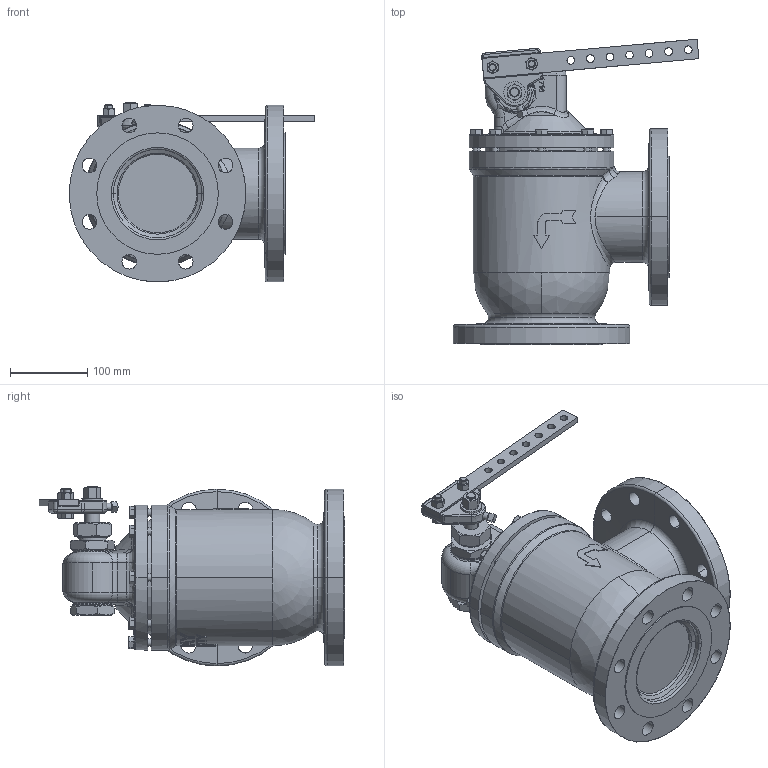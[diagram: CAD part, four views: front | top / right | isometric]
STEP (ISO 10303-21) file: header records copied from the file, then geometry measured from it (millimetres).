
FILE_DESCRIPTION (( 'STEP AP203' ), '1' );
FILE_NAME ('4 INCH 427 FOA PB-S (CAY).STEP', '2019-04-26T16:03:58', ( '' ), ( '' ), 'SwSTEP 2.0', 'SolidWorks 2018', '' );
FILE_SCHEMA (( 'CONFIG_CONTROL_DESIGN' ));
Length unit declared in the file: inch
Products named in the file (1): 4 INCH 427 FOA PB-S (CAY)
Bounding box: 317.76 x 395.02 x 232.75 mm (x, y, z)
Volume: 9028898.6 mm3; surface area: 492749.1 mm2
Topology: 1 solids, 1 shells, 1077 faces, 2731 edges, 1716 vertices
Faces by surface type: plane 480, cylinder 194, cone 186, bspline 156, torus 57, sphere 4
Entity records: 46369 total; most frequent: CARTESIAN_POINT 21966, ORIENTED_EDGE 5438, DIRECTION 4476, EDGE_CURVE 2719, VERTEX_POINT 1716, AXIS2_PLACEMENT_3D 1656, EDGE_LOOP 1211, LINE 1164
